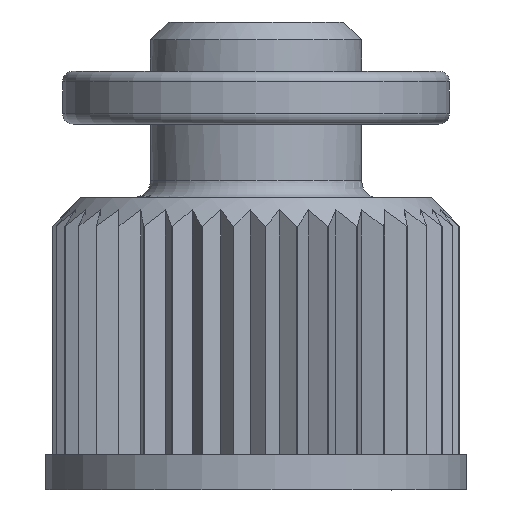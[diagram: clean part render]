
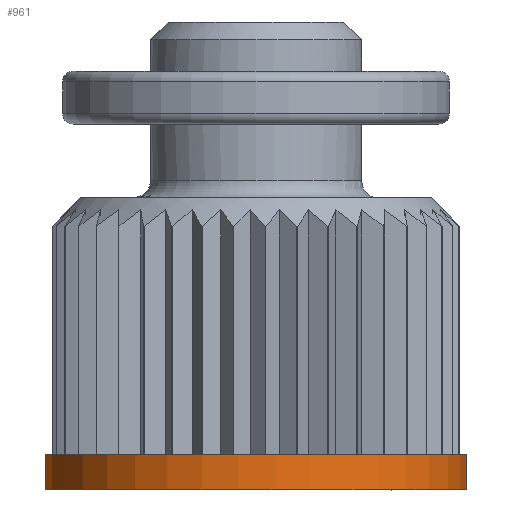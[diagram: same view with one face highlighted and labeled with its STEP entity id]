
A CAD part, left-side view. The second image highlights one B-rep face of the part: STEP entity #961.
In plain terms, the highlighted cylindrical face has radius 6 mm (diameter 12 mm), a full revolution.
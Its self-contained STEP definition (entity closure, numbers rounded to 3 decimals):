
#553=CYLINDRICAL_SURFACE('',#3318,6.);
#582=FACE_BOUND('',#1296,.T.);
#583=FACE_BOUND('',#1297,.T.);
#692=CIRCLE('',#3104,6.);
#778=CIRCLE('',#3316,6.);
#961=ADVANCED_FACE('',(#582,#583),#553,.T.);
#1296=EDGE_LOOP('',(#2098));
#1297=EDGE_LOOP('',(#2099));
#2098=ORIENTED_EDGE('',*,*,#2567,.F.);
#2099=ORIENTED_EDGE('',*,*,#2933,.T.);
#2263=VERTEX_POINT('',#5962);
#2508=VERTEX_POINT('',#6939);
#2567=EDGE_CURVE('',#2263,#2263,#692,.T.);
#2933=EDGE_CURVE('',#2508,#2508,#778,.T.);
#3104=AXIS2_PLACEMENT_3D('',#5961,#3414,#3415);
#3316=AXIS2_PLACEMENT_3D('',#6938,#4038,#4039);
#3318=AXIS2_PLACEMENT_3D('',#6941,#4042,#4043);
#3414=DIRECTION('',(0.,0.,-1.));
#3415=DIRECTION('',(-0.905,-0.426,0.));
#4038=DIRECTION('',(0.,0.,-1.));
#4039=DIRECTION('',(-0.905,-0.426,0.));
#4042=DIRECTION('',(0.,0.,-1.));
#4043=DIRECTION('',(-0.905,-0.426,0.));
#5961=CARTESIAN_POINT('',(60.,0.,-10.4));
#5962=CARTESIAN_POINT('',(54.57,-2.553,-10.4));
#6938=CARTESIAN_POINT('',(60.,0.,-9.4));
#6939=CARTESIAN_POINT('',(54.57,-2.553,-9.4));
#6941=CARTESIAN_POINT('',(60.,0.,-9.4));
